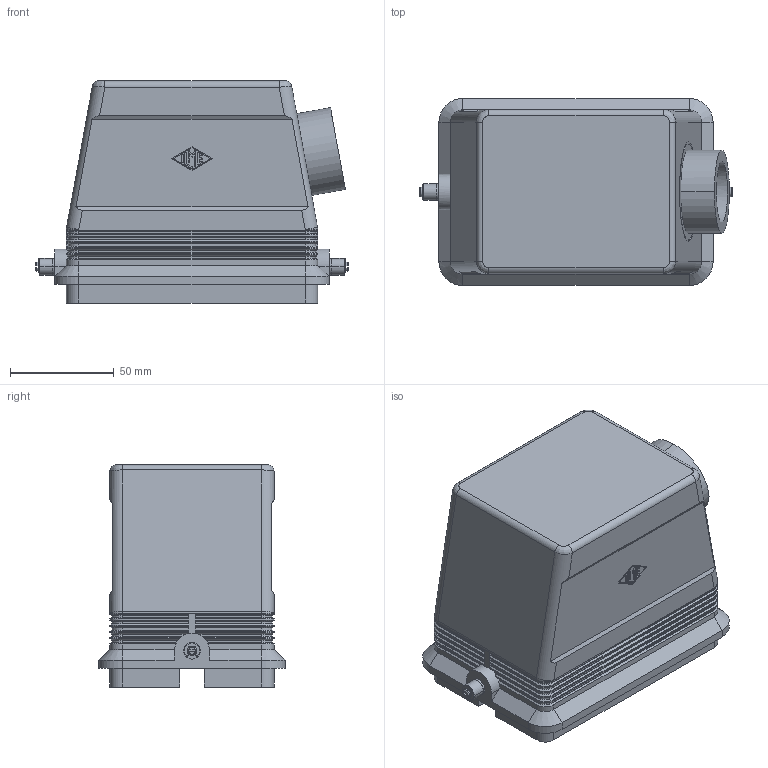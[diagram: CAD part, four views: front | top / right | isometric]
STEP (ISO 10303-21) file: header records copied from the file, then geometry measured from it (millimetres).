
FILE_DESCRIPTION(('Creo Elements/Direct Modeling STEP Export'),'2;1');
FILE_NAME('CHOT_48_6_L.stp','2012-12-18T16:54:04',(''),(''),'Creo Elements/Direct Modeling STEP processor for AP214 (Solid Model)','Creo Elements/Direct Modeling 18.0B 02-Dec-2011 (C) Parametric Technology GmbH','');
FILE_SCHEMA(('AUTOMOTIVE_DESIGN { 1 0 10303 214 1 1 1 1 }'));
Length unit declared in the file: millimetre
Products named in the file (1): MSBO11589
Bounding box: 150.5 x 90 x 107 mm (x, y, z)
Volume: 249685.4 mm3; surface area: 101344.8 mm2
Topology: 1 solids, 1 shells, 587 faces, 1584 edges, 1005 vertices
Faces by surface type: plane 313, cylinder 188, cone 70, bspline 4, revolution 4, torus 4, sphere 4
Entity records: 22860 total; most frequent: CARTESIAN_POINT 3704, ORIENTED_EDGE 3124, DIRECTION 2945, EDGE_CURVE 1562, VERTEX_POINT 1005, AXIS2_PLACEMENT_3D 986, VECTOR 969, LINE 969
